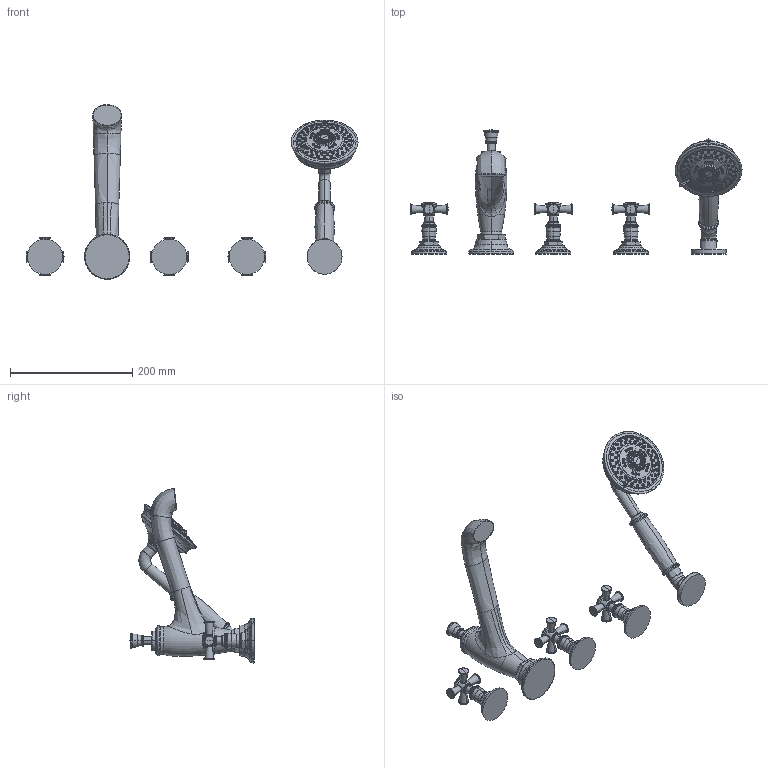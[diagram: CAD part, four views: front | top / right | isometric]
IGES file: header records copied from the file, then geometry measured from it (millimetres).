
Start section:  PTC IGES file: 3-2907.igs
Global section: file name: 3-2907.igs; native system: Creo Parametric by PTC Inc.; preprocessor: 2018400; author: jinson.thomas; organization: Unknown; date: 20210322.134521; units: inch
Bounding box: 542.92 x 202.87 x 285.6 mm (x, y, z)
Volume: 1125914.7 mm3; surface area: 167405 mm2
Topology: 5 solids, 5 shells, 2702 faces, 6320 edges, 3907 vertices
Faces by surface type: bspline 1459, revolution 1243
